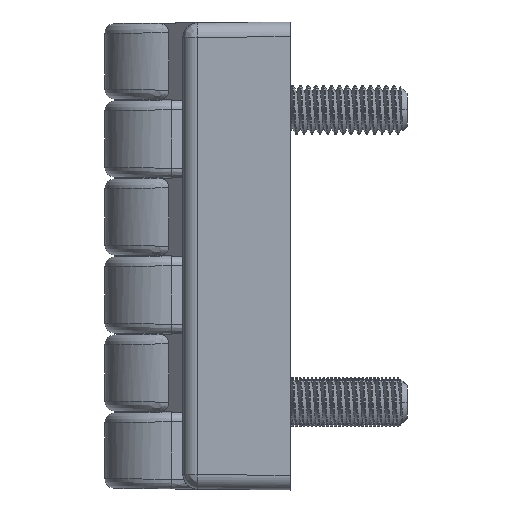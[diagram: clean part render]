
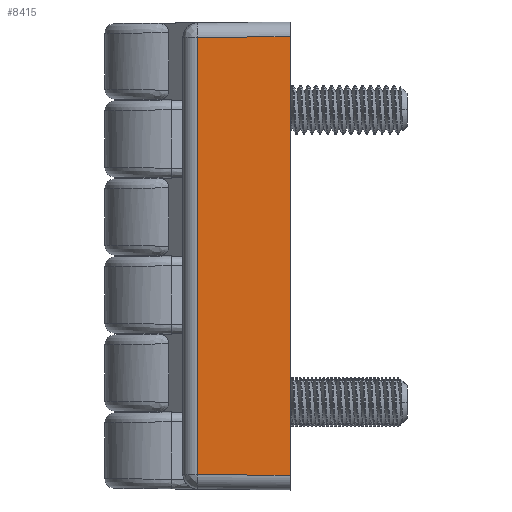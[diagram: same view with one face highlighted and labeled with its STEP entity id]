
A CAD part, left-side view. The second image highlights one B-rep face of the part: STEP entity #8415.
In plain terms, the highlighted planar face has unit normal (-1, 0.009, 0).
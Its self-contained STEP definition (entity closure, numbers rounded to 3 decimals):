
#159 = CARTESIAN_POINT ( 'NONE',  ( 9.057, 31.837, 44.412 ) ) ;
#340 = DIRECTION ( 'NONE',  ( -0.009, -1., -0.009 ) ) ;
#341 = CARTESIAN_POINT ( 'NONE',  ( 8.974, 22.324, 44.495 ) ) ;
#588 = DIRECTION ( 'NONE',  ( 0.009, 1., 0. ) ) ;
#905 = AXIS2_PLACEMENT_3D ( 'NONE', #14263, #17192, #588 ) ;
#2204 = ORIENTED_EDGE ( 'NONE', *, *, #11141, .F. ) ;
#2578 = DIRECTION ( 'NONE',  ( 0., 0., 1. ) ) ;
#3782 = EDGE_CURVE ( 'NONE', #13057, #17259, #6210, .T. ) ;
#3956 = FACE_OUTER_BOUND ( 'NONE', #14850, .T. ) ;
#4169 = PLANE ( 'NONE',  #905 ) ;
#4438 = VECTOR ( 'NONE', #340, 1000. ) ;
#4735 = VERTEX_POINT ( 'NONE', #159 ) ;
#4954 = EDGE_CURVE ( 'NONE', #17259, #4735, #21285, .T. ) ;
#5437 = VECTOR ( 'NONE', #18137, 1000. ) ;
#5624 = LINE ( 'NONE', #10501, #19701 ) ;
#6210 = LINE ( 'NONE', #12838, #14533 ) ;
#8415 = ADVANCED_FACE ( 'NONE', ( #3956 ), #4169, .T. ) ;
#9675 = DIRECTION ( 'NONE',  ( 0., 0., 1. ) ) ;
#10501 = CARTESIAN_POINT ( 'NONE',  ( 9.057, 31.837, 46.005 ) ) ;
#11141 = EDGE_CURVE ( 'NONE', #11737, #4735, #5624, .T. ) ;
#11737 = VERTEX_POINT ( 'NONE', #15468 ) ;
#12838 = CARTESIAN_POINT ( 'NONE',  ( 8.974, 22.324, -2.005 ) ) ;
#13057 = VERTEX_POINT ( 'NONE', #20171 ) ;
#13908 = ORIENTED_EDGE ( 'NONE', *, *, #3782, .T. ) ;
#14263 = CARTESIAN_POINT ( 'NONE',  ( 8.974, 22.324, -2.005 ) ) ;
#14533 = VECTOR ( 'NONE', #9675, 1000. ) ;
#14850 = EDGE_LOOP ( 'NONE', ( #2204, #17689, #13908, #20881 ) ) ;
#15468 = CARTESIAN_POINT ( 'NONE',  ( 9.057, 31.837, -0.422 ) ) ;
#17066 = CARTESIAN_POINT ( 'NONE',  ( 9.057, 31.837, -0.422 ) ) ;
#17192 = DIRECTION ( 'NONE',  ( -1., 0.009, 0. ) ) ;
#17259 = VERTEX_POINT ( 'NONE', #341 ) ;
#17285 = LINE ( 'NONE', #17066, #4438 ) ;
#17689 = ORIENTED_EDGE ( 'NONE', *, *, #21001, .T. ) ;
#18137 = DIRECTION ( 'NONE',  ( 0.009, 1., -0.009 ) ) ;
#19460 = CARTESIAN_POINT ( 'NONE',  ( 8.974, 22.324, 44.495 ) ) ;
#19701 = VECTOR ( 'NONE', #2578, 1000. ) ;
#20171 = CARTESIAN_POINT ( 'NONE',  ( 8.974, 22.324, -0.505 ) ) ;
#20881 = ORIENTED_EDGE ( 'NONE', *, *, #4954, .T. ) ;
#21001 = EDGE_CURVE ( 'NONE', #11737, #13057, #17285, .T. ) ;
#21285 = LINE ( 'NONE', #19460, #5437 ) ;
